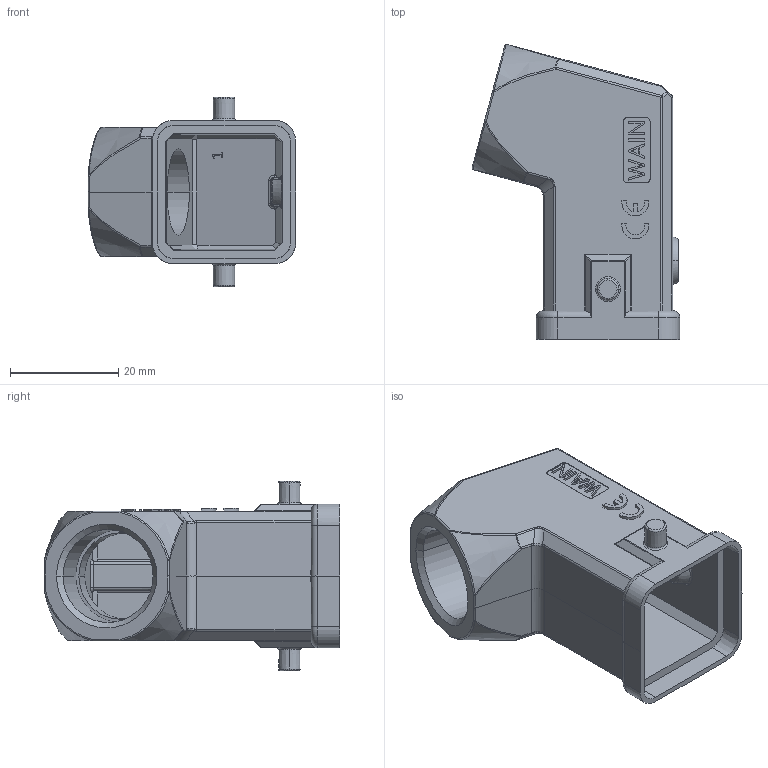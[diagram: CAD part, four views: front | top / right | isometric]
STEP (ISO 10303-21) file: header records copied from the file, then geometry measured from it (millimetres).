
FILE_DESCRIPTION((''),'2;1');
FILE_NAME('3D_1180035101008_H3A_P-SE-2B-PG','2024-01-12T',('yp.zhu'),(''),'PRO/ENGINEER BY PARAMETRIC TECHNOLOGY CORPORATION, 2012480','PRO/ENGINEER BY PARAMETRIC TECHNOLOGY CORPORATION, 2012480','');
FILE_SCHEMA(('CONFIG_CONTROL_DESIGN'));
Length unit declared in the file: millimetre
Products named in the file (1): 3D_1180035101008_H3A_P-SE-2B-PG
Bounding box: 38.43 x 54.6 x 35 mm (x, y, z)
Volume: 10383 mm3; surface area: 11079.5 mm2
Topology: 1 solids, 1 shells, 362 faces, 903 edges, 546 vertices
Faces by surface type: plane 150, cylinder 90, bspline 47, sphere 24, cone 19, torus 16, extrusion 16
Entity records: 12767 total; most frequent: CARTESIAN_POINT 4662, ORIENTED_EDGE 1786, DIRECTION 1473, EDGE_CURVE 893, VERTEX_POINT 546, VECTOR 519, LINE 503, AXIS2_PLACEMENT_3D 477
